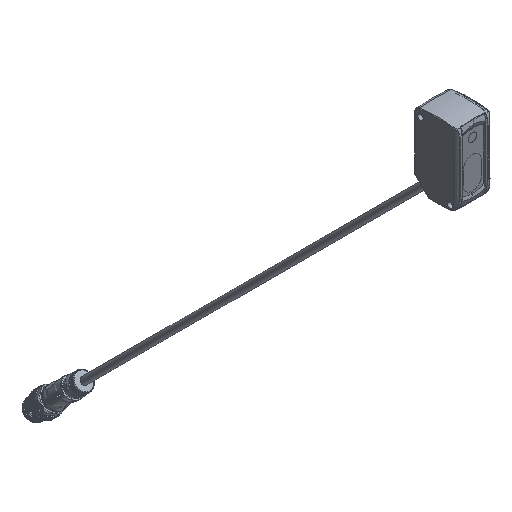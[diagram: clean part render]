
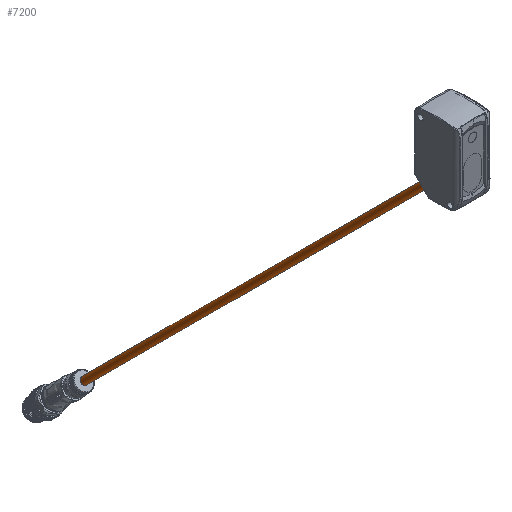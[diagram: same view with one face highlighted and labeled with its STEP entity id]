
A CAD part, isometric view. The second image highlights one B-rep face of the part: STEP entity #7200.
In plain terms, the highlighted cylindrical face has radius 2.075 mm (diameter 4.15 mm), a full revolution.
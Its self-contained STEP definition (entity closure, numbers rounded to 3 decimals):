
#996=FACE_BOUND('',#9840,.T.);
#997=FACE_BOUND('',#9841,.T.);
#3307=CYLINDRICAL_SURFACE('',#24343,2.075);
#7200=ADVANCED_FACE('',(#996,#997),#3307,.T.);
#9840=EDGE_LOOP('',(#12403));
#9841=EDGE_LOOP('',(#12404));
#12403=ORIENTED_EDGE('',*,*,#20772,.F.);
#12404=ORIENTED_EDGE('',*,*,#20771,.T.);
#18271=VERTEX_POINT('',#36001);
#18272=VERTEX_POINT('',#36004);
#20771=EDGE_CURVE('',#18271,#18271,#23608,.T.);
#20772=EDGE_CURVE('',#18272,#18272,#23609,.T.);
#23608=CIRCLE('',#24340,2.075);
#23609=CIRCLE('',#24342,2.075);
#24340=AXIS2_PLACEMENT_3D('',#36000,#26543,#26544);
#24342=AXIS2_PLACEMENT_3D('',#36003,#26547,#26548);
#24343=AXIS2_PLACEMENT_3D('',#36005,#26549,#26550);
#26543=DIRECTION('',(0.,-0.707,0.707));
#26544=DIRECTION('',(0.,0.707,0.707));
#26547=DIRECTION('',(0.,-0.707,0.707));
#26548=DIRECTION('',(0.,-0.707,-0.707));
#26549=DIRECTION('',(0.,-0.707,0.707));
#26550=DIRECTION('',(0.,-0.707,-0.707));
#36000=CARTESIAN_POINT('',(-10.033,212.661,-248.896));
#36001=CARTESIAN_POINT('',(-10.033,214.129,-247.429));
#36003=CARTESIAN_POINT('',(-10.033,0.529,-36.764));
#36004=CARTESIAN_POINT('',(-10.033,-0.938,-38.231));
#36005=CARTESIAN_POINT('',(-10.033,16.282,-52.517));
